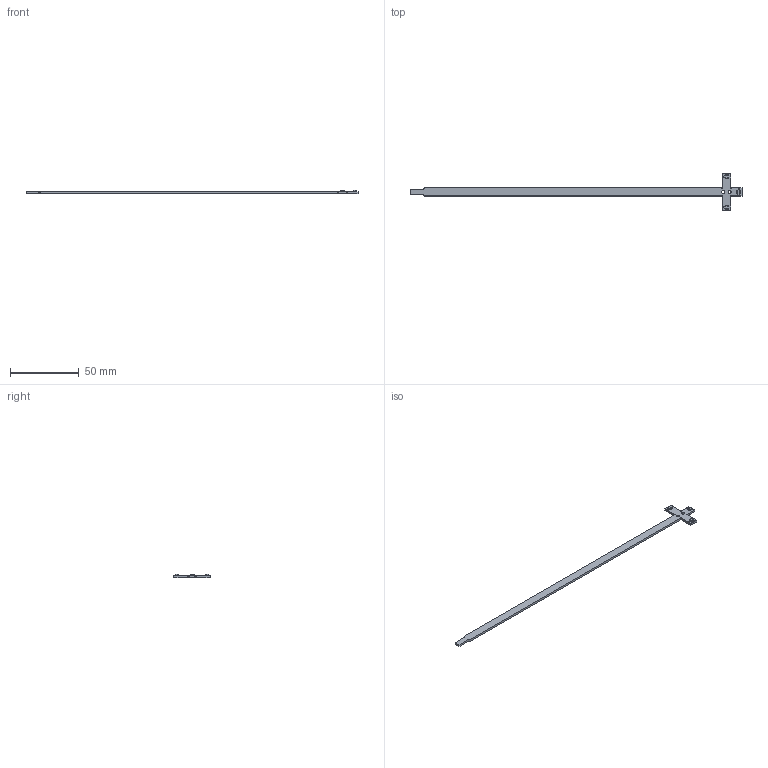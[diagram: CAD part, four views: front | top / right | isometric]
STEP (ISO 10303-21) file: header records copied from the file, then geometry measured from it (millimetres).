
FILE_DESCRIPTION(('KiCad electronic assembly'),'2;1');
FILE_NAME('Thumb_V3.step','2024-05-14T10:10:57',('Pcbnew'),('Kicad'), 'Open CASCADE STEP processor 7.7','KiCad to STEP converter','Unknown' );
FILE_SCHEMA(('AUTOMOTIVE_DESIGN { 1 0 10303 214 1 1 1 1 }'));
Length unit declared in the file: millimetre
Products named in the file (6): Thumb_V3 1; TMAG5273A2; COMPOUND; C_0402_1005Metric; SOLID; _autosave-Thumb_V1 PCB
Assembly tree (9 placements, depth 3):
  Thumb_V3 1
    TMAG5273A2  x3
      COMPOUND
    C_0402_1005Metric  x3
      SOLID
    _autosave-Thumb_V1 PCB
Bounding box: 240.6 x 26.5 x 2.83 mm (x, y, z)
Volume: 2386.6 mm3; surface area: 3953.1 mm2
Topology: 25 solids, 25 shells, 548 faces, 1404 edges, 912 vertices
Faces by surface type: plane 354, cylinder 170, sphere 24
Full cylindrical faces by diameter (mm): 2.2 x2
Entity records: 17234 total; most frequent: CARTESIAN_POINT 4014, DIRECTION 2412, LINE 1676, VECTOR 1676, ORIENTED_EDGE 1272, PCURVE 1272, DEFINITIONAL_REPRESENTATION 1272, EDGE_CURVE 636
